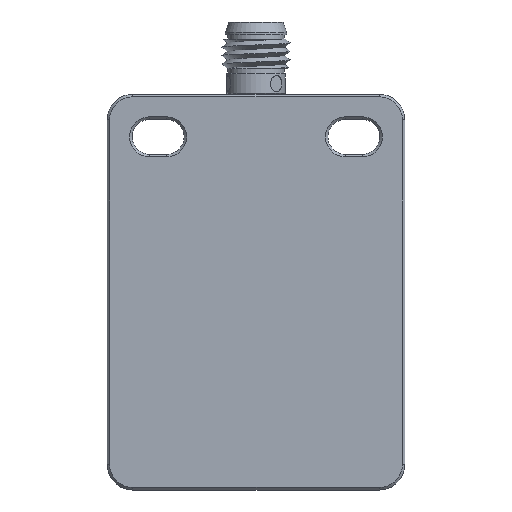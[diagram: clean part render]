
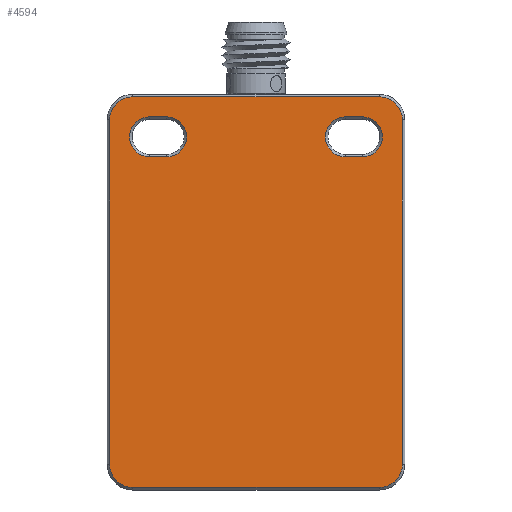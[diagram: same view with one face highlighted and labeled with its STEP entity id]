
A CAD part, front view. The second image highlights one B-rep face of the part: STEP entity #4594.
In plain terms, the highlighted planar face has unit normal (0, -1, 0).
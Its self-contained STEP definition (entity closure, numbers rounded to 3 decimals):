
#206 = ORIENTED_EDGE ( 'NONE', *, *, #7417, .T. ) ;
#289 = AXIS2_PLACEMENT_3D ( 'NONE', #5828, #4549, #5951 ) ;
#297 = VERTEX_POINT ( 'NONE', #8043 ) ;
#328 = CARTESIAN_POINT ( 'NONE',  ( 12.5, 0., 23.75 ) ) ;
#376 = LINE ( 'NONE', #3592, #4860 ) ;
#454 = ORIENTED_EDGE ( 'NONE', *, *, #7705, .T. ) ;
#473 = DIRECTION ( 'NONE',  ( 0., 0., 1. ) ) ;
#525 = VERTEX_POINT ( 'NONE', #4133 ) ;
#542 = ORIENTED_EDGE ( 'NONE', *, *, #7980, .T. ) ;
#637 = CIRCLE ( 'NONE', #4949, 2.7 ) ;
#649 = CARTESIAN_POINT ( 'NONE',  ( 10.5, 0., 21.4 ) ) ;
#654 = VERTEX_POINT ( 'NONE', #5402 ) ;
#669 = DIRECTION ( 'NONE',  ( -1., 0., 0. ) ) ;
#736 = DIRECTION ( 'NONE',  ( 0., 0., 1. ) ) ;
#738 = ORIENTED_EDGE ( 'NONE', *, *, #7333, .T. ) ;
#932 = AXIS2_PLACEMENT_3D ( 'NONE', #3694, #8217, #473 ) ;
#939 = CARTESIAN_POINT ( 'NONE',  ( -17.2, 0., -14.75 ) ) ;
#965 = DIRECTION ( 'NONE',  ( 0., 1., 0. ) ) ;
#1026 = VERTEX_POINT ( 'NONE', #649 ) ;
#1154 = CARTESIAN_POINT ( 'NONE',  ( -10.5, 0., 26.1 ) ) ;
#1302 = ORIENTED_EDGE ( 'NONE', *, *, #3274, .T. ) ;
#1435 = VECTOR ( 'NONE', #8257, 1000. ) ;
#1442 = CARTESIAN_POINT ( 'NONE',  ( 10.5, 0., 26.1 ) ) ;
#1524 = DIRECTION ( 'NONE',  ( 0., 0., -1. ) ) ;
#1620 = EDGE_CURVE ( 'NONE', #8018, #4377, #3108, .T. ) ;
#1658 = CARTESIAN_POINT ( 'NONE',  ( -14.5, 0., -17.45 ) ) ;
#1783 = ORIENTED_EDGE ( 'NONE', *, *, #5585, .T. ) ;
#2101 = CARTESIAN_POINT ( 'NONE',  ( -14.5, 0., -14.75 ) ) ;
#2179 = AXIS2_PLACEMENT_3D ( 'NONE', #7637, #5702, #6349 ) ;
#2231 = DIRECTION ( 'NONE',  ( 0., -1., 0. ) ) ;
#2259 = FACE_OUTER_BOUND ( 'NONE', #8105, .T. ) ;
#2289 = VERTEX_POINT ( 'NONE', #6760 ) ;
#2346 = CARTESIAN_POINT ( 'NONE',  ( 0., 0., 0. ) ) ;
#2407 = CARTESIAN_POINT ( 'NONE',  ( -10.5, 0., 21.4 ) ) ;
#2413 = VERTEX_POINT ( 'NONE', #2522 ) ;
#2420 = CARTESIAN_POINT ( 'NONE',  ( -14.5, 0., 28.45 ) ) ;
#2431 = DIRECTION ( 'NONE',  ( 0., 0., 1. ) ) ;
#2454 = VECTOR ( 'NONE', #1524, 1000. ) ;
#2463 = EDGE_CURVE ( 'NONE', #654, #2533, #2848, .T. ) ;
#2492 = ORIENTED_EDGE ( 'NONE', *, *, #7212, .T. ) ;
#2522 = CARTESIAN_POINT ( 'NONE',  ( 14.5, 0., -17.45 ) ) ;
#2533 = VERTEX_POINT ( 'NONE', #5164 ) ;
#2812 = CARTESIAN_POINT ( 'NONE',  ( 14.5, 0., 25.75 ) ) ;
#2831 = AXIS2_PLACEMENT_3D ( 'NONE', #2346, #4852, #2890 ) ;
#2848 = CIRCLE ( 'NONE', #3918, 2.7 ) ;
#2890 = DIRECTION ( 'NONE',  ( 0., 0., 1. ) ) ;
#2941 = ORIENTED_EDGE ( 'NONE', *, *, #8318, .T. ) ;
#3108 = LINE ( 'NONE', #5650, #1435 ) ;
#3117 = CARTESIAN_POINT ( 'NONE',  ( -12.5, 0., 26.1 ) ) ;
#3139 = CIRCLE ( 'NONE', #289, 2.7 ) ;
#3145 = DIRECTION ( 'NONE',  ( -1., 0., 0. ) ) ;
#3151 = EDGE_LOOP ( 'NONE', ( #4073, #5434, #2941, #4233 ) ) ;
#3166 = VECTOR ( 'NONE', #669, 1000. ) ;
#3168 = CARTESIAN_POINT ( 'NONE',  ( 12.5, 0., 26.1 ) ) ;
#3204 = ORIENTED_EDGE ( 'NONE', *, *, #6888, .T. ) ;
#3214 = CARTESIAN_POINT ( 'NONE',  ( -10.5, 0., 23.75 ) ) ;
#3262 = VECTOR ( 'NONE', #4978, 1000. ) ;
#3274 = EDGE_CURVE ( 'NONE', #6849, #4648, #637, .T. ) ;
#3334 = ORIENTED_EDGE ( 'NONE', *, *, #6443, .T. ) ;
#3387 = ORIENTED_EDGE ( 'NONE', *, *, #7447, .T. ) ;
#3558 = DIRECTION ( 'NONE',  ( 1., 0., 0. ) ) ;
#3570 = LINE ( 'NONE', #6792, #6368 ) ;
#3592 = CARTESIAN_POINT ( 'NONE',  ( 0., 0., -17.45 ) ) ;
#3694 = CARTESIAN_POINT ( 'NONE',  ( -12.5, 0., 23.75 ) ) ;
#3714 = VERTEX_POINT ( 'NONE', #5712 ) ;
#3790 = AXIS2_PLACEMENT_3D ( 'NONE', #2812, #2231, #8014 ) ;
#3807 = VECTOR ( 'NONE', #5663, 1000. ) ;
#3869 = CARTESIAN_POINT ( 'NONE',  ( -14.5, 0., 25.75 ) ) ;
#3918 = AXIS2_PLACEMENT_3D ( 'NONE', #3869, #7693, #6414 ) ;
#4073 = ORIENTED_EDGE ( 'NONE', *, *, #1620, .T. ) ;
#4098 = DIRECTION ( 'NONE',  ( 0., 0., 1. ) ) ;
#4115 = DIRECTION ( 'NONE',  ( 0., 0., 1. ) ) ;
#4133 = CARTESIAN_POINT ( 'NONE',  ( 12.5, 0., 26.1 ) ) ;
#4233 = ORIENTED_EDGE ( 'NONE', *, *, #4370, .T. ) ;
#4336 = VERTEX_POINT ( 'NONE', #7639 ) ;
#4370 = EDGE_CURVE ( 'NONE', #2289, #8018, #6060, .T. ) ;
#4377 = VERTEX_POINT ( 'NONE', #1154 ) ;
#4548 = ORIENTED_EDGE ( 'NONE', *, *, #4780, .T. ) ;
#4549 = DIRECTION ( 'NONE',  ( 0., -1., 0. ) ) ;
#4594 = ADVANCED_FACE ( 'NONE', ( #6171, #5527, #2259 ), #8128, .F. ) ;
#4648 = VERTEX_POINT ( 'NONE', #1658 ) ;
#4711 = CIRCLE ( 'NONE', #6074, 2.35 ) ;
#4719 = LINE ( 'NONE', #4803, #2454 ) ;
#4780 = EDGE_CURVE ( 'NONE', #525, #6394, #4711, .T. ) ;
#4803 = CARTESIAN_POINT ( 'NONE',  ( -17.2, 0., 0. ) ) ;
#4852 = DIRECTION ( 'NONE',  ( 0., 1., 0. ) ) ;
#4860 = VECTOR ( 'NONE', #3558, 1000. ) ;
#4937 = CARTESIAN_POINT ( 'NONE',  ( 12.5, 0., 21.4 ) ) ;
#4949 = AXIS2_PLACEMENT_3D ( 'NONE', #2101, #5217, #736 ) ;
#4956 = EDGE_LOOP ( 'NONE', ( #2492, #542, #4548, #1783 ) ) ;
#4978 = DIRECTION ( 'NONE',  ( -1., 0., 0. ) ) ;
#5014 = LINE ( 'NONE', #6941, #7711 ) ;
#5130 = CIRCLE ( 'NONE', #3790, 2.7 ) ;
#5164 = CARTESIAN_POINT ( 'NONE',  ( -17.2, 0., 25.75 ) ) ;
#5217 = DIRECTION ( 'NONE',  ( 0., -1., 0. ) ) ;
#5402 = CARTESIAN_POINT ( 'NONE',  ( -14.5, 0., 28.45 ) ) ;
#5434 = ORIENTED_EDGE ( 'NONE', *, *, #7104, .T. ) ;
#5527 = FACE_BOUND ( 'NONE', #3151, .T. ) ;
#5555 = VERTEX_POINT ( 'NONE', #2407 ) ;
#5585 = EDGE_CURVE ( 'NONE', #6394, #1026, #5014, .T. ) ;
#5607 = LINE ( 'NONE', #2420, #3262 ) ;
#5650 = CARTESIAN_POINT ( 'NONE',  ( 0., 0., 26.1 ) ) ;
#5663 = DIRECTION ( 'NONE',  ( 1., 0., 0. ) ) ;
#5702 = DIRECTION ( 'NONE',  ( 0., 1., 0. ) ) ;
#5712 = CARTESIAN_POINT ( 'NONE',  ( 17.2, 0., -14.75 ) ) ;
#5812 = CIRCLE ( 'NONE', #2179, 2.35 ) ;
#5828 = CARTESIAN_POINT ( 'NONE',  ( 14.5, 0., -14.75 ) ) ;
#5864 = LINE ( 'NONE', #7195, #3166 ) ;
#5951 = DIRECTION ( 'NONE',  ( 0., 0., 1. ) ) ;
#6060 = CIRCLE ( 'NONE', #932, 2.35 ) ;
#6074 = AXIS2_PLACEMENT_3D ( 'NONE', #328, #965, #4115 ) ;
#6171 = FACE_BOUND ( 'NONE', #4956, .T. ) ;
#6215 = CIRCLE ( 'NONE', #7446, 2.35 ) ;
#6278 = DIRECTION ( 'NONE',  ( 0., 1., 0. ) ) ;
#6341 = VERTEX_POINT ( 'NONE', #1442 ) ;
#6349 = DIRECTION ( 'NONE',  ( 0., 0., 1. ) ) ;
#6368 = VECTOR ( 'NONE', #4098, 1000. ) ;
#6394 = VERTEX_POINT ( 'NONE', #4937 ) ;
#6414 = DIRECTION ( 'NONE',  ( 0., 0., 1. ) ) ;
#6443 = EDGE_CURVE ( 'NONE', #4336, #654, #5607, .T. ) ;
#6760 = CARTESIAN_POINT ( 'NONE',  ( -12.5, 0., 21.4 ) ) ;
#6792 = CARTESIAN_POINT ( 'NONE',  ( 17.2, 0., 0. ) ) ;
#6849 = VERTEX_POINT ( 'NONE', #939 ) ;
#6888 = EDGE_CURVE ( 'NONE', #297, #4336, #5130, .T. ) ;
#6941 = CARTESIAN_POINT ( 'NONE',  ( 10.5, 0., 21.4 ) ) ;
#6946 = ORIENTED_EDGE ( 'NONE', *, *, #2463, .T. ) ;
#7104 = EDGE_CURVE ( 'NONE', #4377, #5555, #6215, .T. ) ;
#7195 = CARTESIAN_POINT ( 'NONE',  ( 0., 0., 21.4 ) ) ;
#7212 = EDGE_CURVE ( 'NONE', #1026, #6341, #5812, .T. ) ;
#7333 = EDGE_CURVE ( 'NONE', #2413, #3714, #3139, .T. ) ;
#7417 = EDGE_CURVE ( 'NONE', #2533, #6849, #4719, .T. ) ;
#7446 = AXIS2_PLACEMENT_3D ( 'NONE', #3214, #6278, #2431 ) ;
#7447 = EDGE_CURVE ( 'NONE', #4648, #2413, #376, .T. ) ;
#7637 = CARTESIAN_POINT ( 'NONE',  ( 10.5, 0., 23.75 ) ) ;
#7639 = CARTESIAN_POINT ( 'NONE',  ( 14.5, 0., 28.45 ) ) ;
#7693 = DIRECTION ( 'NONE',  ( 0., -1., 0. ) ) ;
#7705 = EDGE_CURVE ( 'NONE', #3714, #297, #3570, .T. ) ;
#7711 = VECTOR ( 'NONE', #3145, 1000. ) ;
#7980 = EDGE_CURVE ( 'NONE', #6341, #525, #8265, .T. ) ;
#8014 = DIRECTION ( 'NONE',  ( 0., 0., 1. ) ) ;
#8018 = VERTEX_POINT ( 'NONE', #3117 ) ;
#8043 = CARTESIAN_POINT ( 'NONE',  ( 17.2, 0., 25.75 ) ) ;
#8105 = EDGE_LOOP ( 'NONE', ( #3387, #738, #454, #3204, #3334, #6946, #206, #1302 ) ) ;
#8128 = PLANE ( 'NONE',  #2831 ) ;
#8217 = DIRECTION ( 'NONE',  ( 0., 1., 0. ) ) ;
#8257 = DIRECTION ( 'NONE',  ( 1., 0., 0. ) ) ;
#8265 = LINE ( 'NONE', #3168, #3807 ) ;
#8318 = EDGE_CURVE ( 'NONE', #5555, #2289, #5864, .T. ) ;
